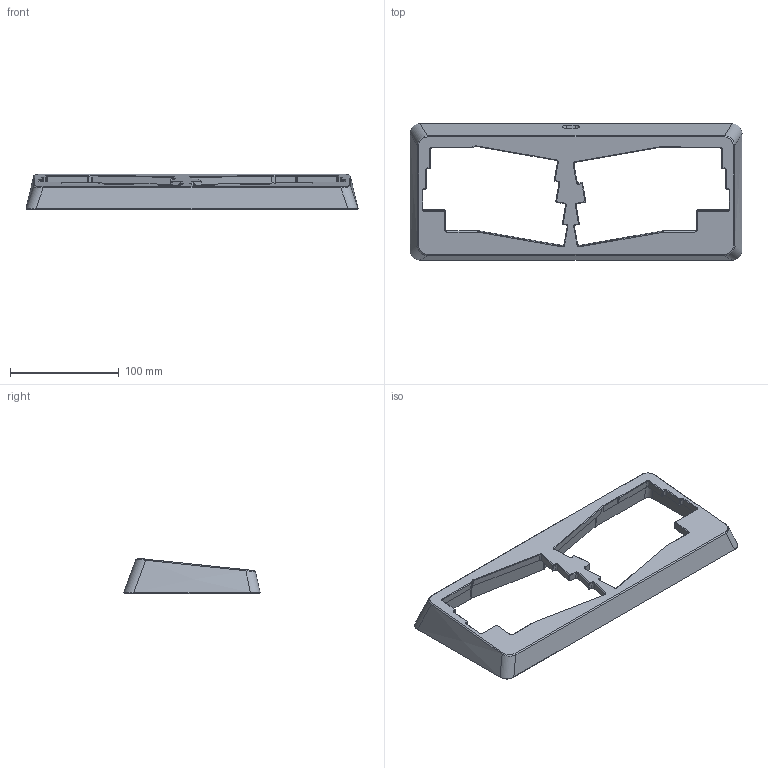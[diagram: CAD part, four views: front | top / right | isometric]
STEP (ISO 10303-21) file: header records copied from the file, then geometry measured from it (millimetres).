
FILE_DESCRIPTION(/* description */ (''),/* implementation_level */ '2;1');
FILE_NAME(/* name */ 'case new v2.step',/* time_stamp */ '2024-01-11T18:08:25+09:00',/* author */ (''),/* organization */ (''),/* preprocessor_version */ 'ST-DEVELOPER v20',/* originating_system */ 'Autodesk Translation Framework v12.14.0.127',/* authorisation */ '');
FILE_SCHEMA (('AUTOMOTIVE_DESIGN { 1 0 10303 214 3 1 1 }'));
Length unit declared in the file: millimetre
Products named in the file (1): case new
Bounding box: 305.53 x 125.43 x 32.66 mm (x, y, z)
Volume: 220160.6 mm3; surface area: 76723.5 mm2
Topology: 1 solids, 1 shells, 313 faces, 788 edges, 472 vertices
Faces by surface type: plane 129, cylinder 101, cone 57, bspline 26
Full cylindrical faces by diameter (mm): 1.6 x8, 2.5 x9, 4.3 x8, 5 x1
Entity records: 9676 total; most frequent: CARTESIAN_POINT 2332, ORIENTED_EDGE 1510, DIRECTION 1505, EDGE_CURVE 755, AXIS2_PLACEMENT_3D 515, LINE 475, VECTOR 475, VERTEX_POINT 472
